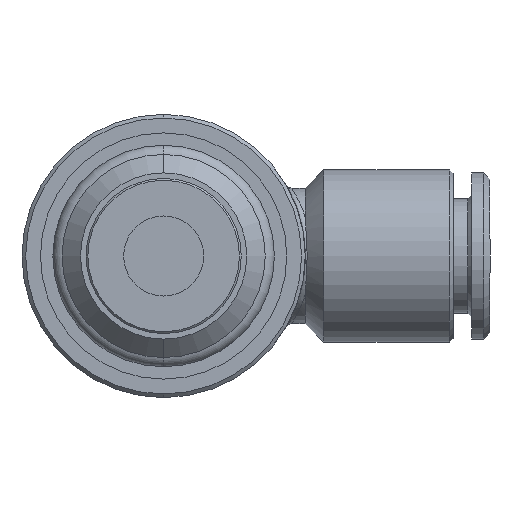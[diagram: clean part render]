
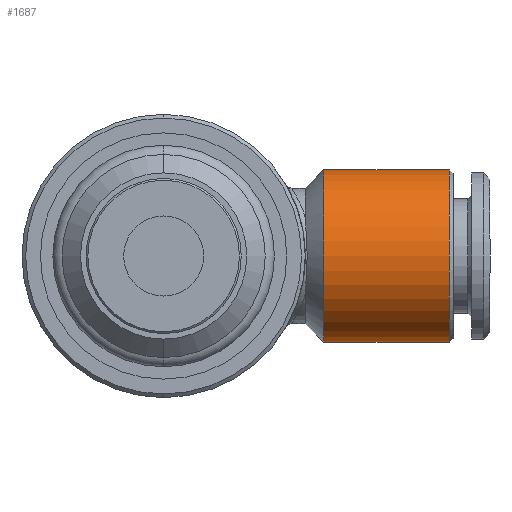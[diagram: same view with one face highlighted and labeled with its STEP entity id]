
A CAD part, front view. The second image highlights one B-rep face of the part: STEP entity #1687.
In plain terms, the highlighted cylindrical face has radius 7 mm (diameter 14 mm), a partial arc.
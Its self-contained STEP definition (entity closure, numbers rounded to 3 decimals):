
#1358 = CARTESIAN_POINT ( 'NONE',  ( -5.577, 20.3, 0. ) ) ;
#1360 = DIRECTION ( 'NONE',  ( 0., 0., 1. ) ) ;
#1363 = CYLINDRICAL_SURFACE ( 'NONE', #1368, 7. ) ;
#1368 = AXIS2_PLACEMENT_3D ( 'NONE', #1358, #1369, #1360 ) ;
#1369 = DIRECTION ( 'NONE',  ( -1., 0., 0. ) ) ;
#1392 = CIRCLE ( 'NONE', #1403, 7. ) ;
#1396 = DIRECTION ( 'NONE',  ( 0., 0., 1. ) ) ;
#1400 = FACE_OUTER_BOUND ( 'NONE', #1684, .T. ) ;
#1401 = DIRECTION ( 'NONE',  ( -1., 0., 0. ) ) ;
#1402 = CARTESIAN_POINT ( 'NONE',  ( 23.2, 20.3, 0. ) ) ;
#1403 = AXIS2_PLACEMENT_3D ( 'NONE', #1402, #1401, #1396 ) ;
#1428 = DIRECTION ( 'NONE',  ( 0., 0., 1. ) ) ;
#1429 = DIRECTION ( 'NONE',  ( -1., 0., 0. ) ) ;
#1435 = AXIS2_PLACEMENT_3D ( 'NONE', #1473, #1429, #1428 ) ;
#1473 = CARTESIAN_POINT ( 'NONE',  ( 13., 20.3, 0. ) ) ;
#1500 = CIRCLE ( 'NONE', #1435, 7. ) ;
#1586 = ORIENTED_EDGE ( 'NONE', *, *, #1668, .T. ) ;
#1597 = ORIENTED_EDGE ( 'NONE', *, *, #3450, .F. ) ;
#1668 = EDGE_CURVE ( 'NONE', #3293, #3276, #1392, .T. ) ;
#1684 = EDGE_LOOP ( 'NONE', ( #1597, #1586, #1709, #1708 ) ) ;
#1687 = ADVANCED_FACE ( 'NONE', ( #1400 ), #1363, .T. ) ;
#1693 = EDGE_CURVE ( 'NONE', #3447, #3444, #1500, .T. ) ;
#1708 = ORIENTED_EDGE ( 'NONE', *, *, #1693, .F. ) ;
#1709 = ORIENTED_EDGE ( 'NONE', *, *, #3436, .T. ) ;
#2100 = CARTESIAN_POINT ( 'NONE',  ( 23.2, 20.3, -7. ) ) ;
#2166 = CARTESIAN_POINT ( 'NONE',  ( 23.2, 20.3, 7. ) ) ;
#3276 = VERTEX_POINT ( 'NONE', #2166 ) ;
#3293 = VERTEX_POINT ( 'NONE', #2100 ) ;
#3436 = EDGE_CURVE ( 'NONE', #3276, #3444, #4211, .T. ) ;
#3444 = VERTEX_POINT ( 'NONE', #4223 ) ;
#3447 = VERTEX_POINT ( 'NONE', #4235 ) ;
#3450 = EDGE_CURVE ( 'NONE', #3293, #3447, #4262, .T. ) ;
#4206 = DIRECTION ( 'NONE',  ( -1., 0., 0. ) ) ;
#4207 = VECTOR ( 'NONE', #4206, 1000. ) ;
#4208 = CARTESIAN_POINT ( 'NONE',  ( -5.577, 20.3, 7. ) ) ;
#4211 = LINE ( 'NONE', #4208, #4207 ) ;
#4223 = CARTESIAN_POINT ( 'NONE',  ( 13., 20.3, 7. ) ) ;
#4235 = CARTESIAN_POINT ( 'NONE',  ( 13., 20.3, -7. ) ) ;
#4248 = VECTOR ( 'NONE', #4259, 1000. ) ;
#4259 = DIRECTION ( 'NONE',  ( -1., 0., 0. ) ) ;
#4260 = CARTESIAN_POINT ( 'NONE',  ( -5.577, 20.3, -7. ) ) ;
#4262 = LINE ( 'NONE', #4260, #4248 ) ;
